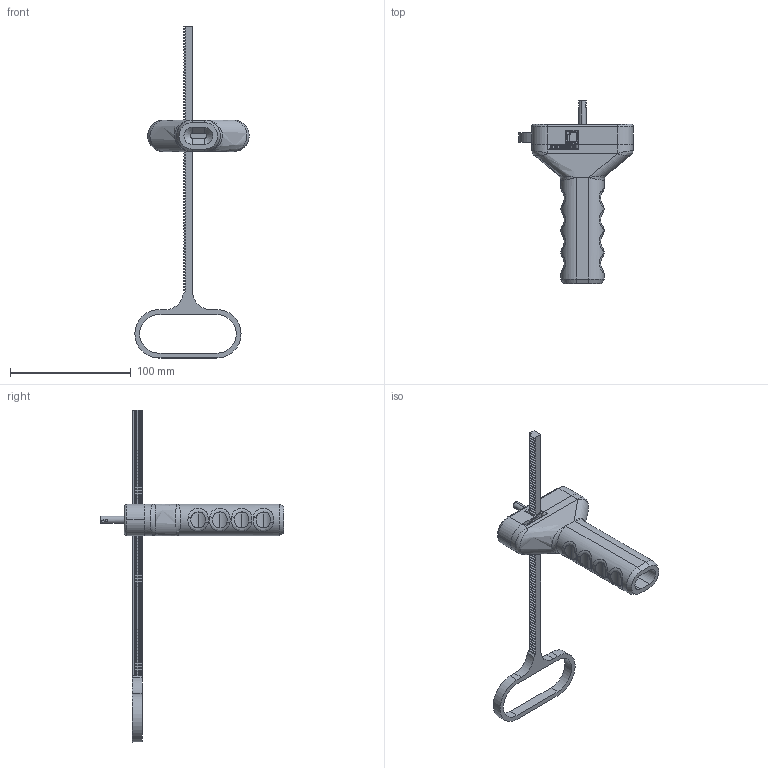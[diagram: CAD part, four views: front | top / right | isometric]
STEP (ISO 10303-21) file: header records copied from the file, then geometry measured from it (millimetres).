
FILE_DESCRIPTION (( 'STEP AP214' ), '1' );
FILE_NAME ('Full assembly.STEP', '2025-10-31T21:05:21', ( '' ), ( '' ), 'SwSTEP 2.0', 'SolidWorks 2024', '' );
FILE_SCHEMA (( 'AUTOMOTIVE_DESIGN' ));
Length unit declared in the file: millimetre
Products named in the file (6): Handle; Full assembly; Top handle part; Pull cord; Large gear with shaft; Small gear with shaft
Assembly tree (5 placements, depth 2):
  Full assembly
    Handle
    Large gear with shaft
    Top handle part
    Pull cord
    Small gear with shaft
Bounding box: 94.7 x 152.2 x 275 mm (x, y, z)
Volume: 134582.7 mm3; surface area: 48752.6 mm2
Topology: 5 solids, 5 shells, 830 faces, 2280 edges, 1488 vertices
Faces by surface type: plane 472, cylinder 287, cone 39, bspline 27, torus 5
Entity records: 32220 total; most frequent: CARTESIAN_POINT 10682, ORIENTED_EDGE 4528, DIRECTION 4431, EDGE_CURVE 2264, VECTOR 1547, LINE 1547, VERTEX_POINT 1488, AXIS2_PLACEMENT_3D 1442
